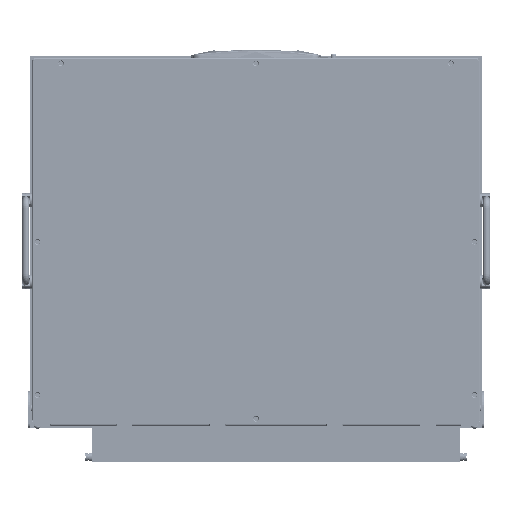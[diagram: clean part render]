
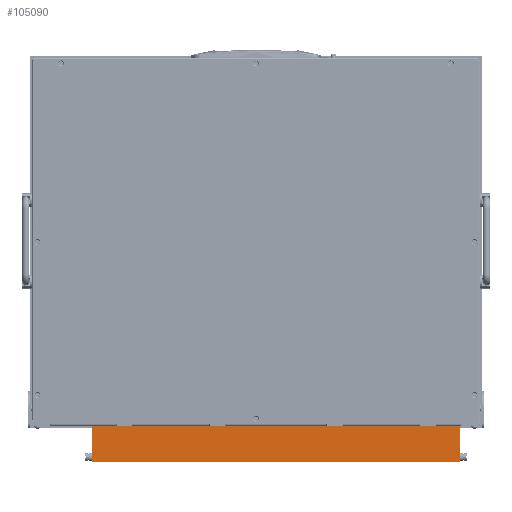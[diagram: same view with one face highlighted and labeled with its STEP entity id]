
A CAD part, front view. The second image highlights one B-rep face of the part: STEP entity #105090.
In plain terms, the highlighted planar face has unit normal (0, -1, 0).
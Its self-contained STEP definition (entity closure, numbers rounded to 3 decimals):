
#374 = AXIS2_PLACEMENT_3D ( 'NONE', #61536, #51508, #86102 ) ;
#7955 = DIRECTION ( 'NONE',  ( 0.017, 0., 1. ) ) ;
#10846 = LINE ( 'NONE', #11952, #84862 ) ;
#11952 = CARTESIAN_POINT ( 'NONE',  ( 44.443, 0., 431.563 ) ) ;
#12166 = CARTESIAN_POINT ( 'NONE',  ( -7.864, 0., -18.188 ) ) ;
#15100 = CARTESIAN_POINT ( 'NONE',  ( -0.004, 0., 432.085 ) ) ;
#17484 = FACE_OUTER_BOUND ( 'NONE', #62438, .T. ) ;
#19970 = LINE ( 'NONE', #21070, #70684 ) ;
#21070 = CARTESIAN_POINT ( 'NONE',  ( -7.864, 0., -18.188 ) ) ;
#27483 = VECTOR ( 'NONE', #7955, 1000. ) ;
#37246 = ORIENTED_EDGE ( 'NONE', *, *, #67721, .F. ) ;
#39142 = EDGE_CURVE ( 'NONE', #100402, #71334, #19970, .T. ) ;
#46516 = DIRECTION ( 'NONE',  ( 0.017, 0., 1. ) ) ;
#47270 = DIRECTION ( 'NONE',  ( 1., 0., -0.017 ) ) ;
#49104 = DIRECTION ( 'NONE',  ( -1., 0., 0.017 ) ) ;
#51508 = DIRECTION ( 'NONE',  ( 0., 1., 0. ) ) ;
#61536 = CARTESIAN_POINT ( 'NONE',  ( 44.443, 0., 431.563 ) ) ;
#62438 = EDGE_LOOP ( 'NONE', ( #91512, #100790, #93794, #37246 ) ) ;
#64533 = VERTEX_POINT ( 'NONE', #80310 ) ;
#66529 = CARTESIAN_POINT ( 'NONE',  ( -0.084, 0., 427.514 ) ) ;
#67721 = EDGE_CURVE ( 'NONE', #100402, #64533, #74904, .T. ) ;
#70684 = VECTOR ( 'NONE', #47270, 1000. ) ;
#71334 = VERTEX_POINT ( 'NONE', #72977 ) ;
#72977 = CARTESIAN_POINT ( 'NONE',  ( 36.579, 0., -18.964 ) ) ;
#74904 = LINE ( 'NONE', #66529, #27483 ) ;
#80310 = CARTESIAN_POINT ( 'NONE',  ( -0.004, 0., 432.085 ) ) ;
#81726 = CARTESIAN_POINT ( 'NONE',  ( 44.439, 0., 431.309 ) ) ;
#84862 = VECTOR ( 'NONE', #46516, 1000. ) ;
#86102 = DIRECTION ( 'NONE',  ( 0., 0., 1. ) ) ;
#91512 = ORIENTED_EDGE ( 'NONE', *, *, #39142, .T. ) ;
#93794 = ORIENTED_EDGE ( 'NONE', *, *, #98902, .T. ) ;
#95022 = PLANE ( 'NONE',  #374 ) ;
#98902 = EDGE_CURVE ( 'NONE', #104907, #64533, #109405, .T. ) ;
#100402 = VERTEX_POINT ( 'NONE', #12166 ) ;
#100790 = ORIENTED_EDGE ( 'NONE', *, *, #109736, .T. ) ;
#104907 = VERTEX_POINT ( 'NONE', #81726 ) ;
#105090 = ADVANCED_FACE ( 'NONE', ( #17484 ), #95022, .F. ) ;
#108217 = VECTOR ( 'NONE', #49104, 1000. ) ;
#109405 = LINE ( 'NONE', #15100, #108217 ) ;
#109736 = EDGE_CURVE ( 'NONE', #71334, #104907, #10846, .T. ) ;
